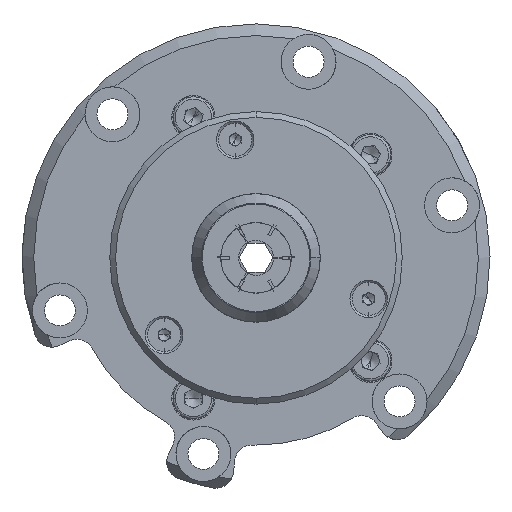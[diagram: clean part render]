
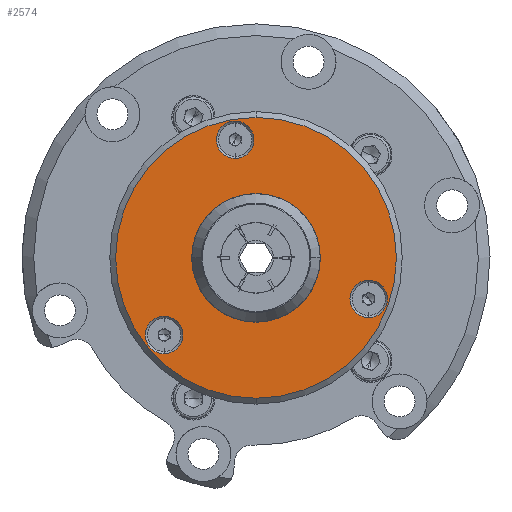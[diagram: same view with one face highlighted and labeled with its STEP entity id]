
A CAD part, left-side view. The second image highlights one B-rep face of the part: STEP entity #2574.
In plain terms, the highlighted planar face has unit normal (-1, 0, 0).
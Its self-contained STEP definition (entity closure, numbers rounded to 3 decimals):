
#134 = AXIS2_PLACEMENT_3D ( 'NONE', #1842, #9460, #576 ) ;
#448 = PLANE ( 'NONE',  #3561 ) ;
#491 = VERTEX_POINT ( 'NONE', #8887 ) ;
#576 = DIRECTION ( 'NONE',  ( 0., 0., 1. ) ) ;
#599 = EDGE_CURVE ( 'NONE', #15648, #2767, #6178, .T. ) ;
#605 = DIRECTION ( 'NONE',  ( -1., 0., 0. ) ) ;
#645 = ORIENTED_EDGE ( 'NONE', *, *, #14280, .F. ) ;
#820 = CIRCLE ( 'NONE', #10679, 3.2 ) ;
#1135 = ORIENTED_EDGE ( 'NONE', *, *, #3281, .F. ) ;
#1246 = CIRCLE ( 'NONE', #7168, 9.8 ) ;
#1280 = VERTEX_POINT ( 'NONE', #7353 ) ;
#1597 = CARTESIAN_POINT ( 'NONE',  ( -12.2, 3.56, 20.189 ) ) ;
#1658 = DIRECTION ( 'NONE',  ( 0., 0., 1. ) ) ;
#1777 = CARTESIAN_POINT ( 'NONE',  ( -12.2, 15.704, -13.177 ) ) ;
#1842 = CARTESIAN_POINT ( 'NONE',  ( -12.2, 0., 0. ) ) ;
#2342 = DIRECTION ( 'NONE',  ( 0., 0., 1. ) ) ;
#2574 = ADVANCED_FACE ( 'NONE', ( #13270, #5893, #4266, #13178, #9712 ), #448, .T. ) ;
#2611 = CARTESIAN_POINT ( 'NONE',  ( -12.2, 15.704, -9.977 ) ) ;
#2624 = VERTEX_POINT ( 'NONE', #16048 ) ;
#2637 = EDGE_CURVE ( 'NONE', #491, #1280, #10597, .T. ) ;
#2767 = VERTEX_POINT ( 'NONE', #7294 ) ;
#3177 = DIRECTION ( 'NONE',  ( 0., 0., 1. ) ) ;
#3281 = EDGE_CURVE ( 'NONE', #5870, #13386, #12287, .T. ) ;
#3384 = EDGE_LOOP ( 'NONE', ( #645, #11852 ) ) ;
#3463 = VERTEX_POINT ( 'NONE', #4453 ) ;
#3471 = CARTESIAN_POINT ( 'NONE',  ( -12.2, -19.264, -10.211 ) ) ;
#3532 = CARTESIAN_POINT ( 'NONE',  ( -12.2, 0., 0. ) ) ;
#3561 = AXIS2_PLACEMENT_3D ( 'NONE', #14364, #10554, #1658 ) ;
#3855 = ORIENTED_EDGE ( 'NONE', *, *, #10893, .F. ) ;
#3879 = DIRECTION ( 'NONE',  ( 0., 0., -1. ) ) ;
#3996 = CARTESIAN_POINT ( 'NONE',  ( -12.2, 0., 0. ) ) ;
#4015 = AXIS2_PLACEMENT_3D ( 'NONE', #10823, #5701, #6984 ) ;
#4100 = EDGE_LOOP ( 'NONE', ( #1135, #8762 ) ) ;
#4250 = CIRCLE ( 'NONE', #7297, 3.2 ) ;
#4266 = FACE_BOUND ( 'NONE', #3384, .T. ) ;
#4340 = AXIS2_PLACEMENT_3D ( 'NONE', #1597, #15624, #6305 ) ;
#4453 = CARTESIAN_POINT ( 'NONE',  ( -12.2, 0., 9.8 ) ) ;
#4463 = CARTESIAN_POINT ( 'NONE',  ( -12.2, 15.704, -13.177 ) ) ;
#5029 = CIRCLE ( 'NONE', #7688, 3.2 ) ;
#5456 = CIRCLE ( 'NONE', #4015, 9.8 ) ;
#5701 = DIRECTION ( 'NONE',  ( 1., 0., 0. ) ) ;
#5870 = VERTEX_POINT ( 'NONE', #2611 ) ;
#5893 = FACE_BOUND ( 'NONE', #10640, .T. ) ;
#6178 = CIRCLE ( 'NONE', #134, 24. ) ;
#6291 = DIRECTION ( 'NONE',  ( -1., 0., 0. ) ) ;
#6305 = DIRECTION ( 'NONE',  ( 0., 0., 1. ) ) ;
#6553 = VERTEX_POINT ( 'NONE', #15611 ) ;
#6565 = EDGE_CURVE ( 'NONE', #3463, #6553, #5456, .T. ) ;
#6948 = EDGE_CURVE ( 'NONE', #6553, #3463, #1246, .T. ) ;
#6984 = DIRECTION ( 'NONE',  ( 0., 0., -1. ) ) ;
#7168 = AXIS2_PLACEMENT_3D ( 'NONE', #3996, #9336, #3879 ) ;
#7294 = CARTESIAN_POINT ( 'NONE',  ( -12.2, 0., 24. ) ) ;
#7297 = AXIS2_PLACEMENT_3D ( 'NONE', #8198, #605, #9483 ) ;
#7353 = CARTESIAN_POINT ( 'NONE',  ( -12.2, 3.56, 16.989 ) ) ;
#7396 = VERTEX_POINT ( 'NONE', #3471 ) ;
#7688 = AXIS2_PLACEMENT_3D ( 'NONE', #15047, #13790, #2342 ) ;
#7787 = EDGE_CURVE ( 'NONE', #7396, #2624, #5029, .T. ) ;
#7817 = AXIS2_PLACEMENT_3D ( 'NONE', #3532, #16234, #10441 ) ;
#8110 = DIRECTION ( 'NONE',  ( -1., 0., 0. ) ) ;
#8119 = CIRCLE ( 'NONE', #4340, 3.2 ) ;
#8198 = CARTESIAN_POINT ( 'NONE',  ( -12.2, -19.264, -7.011 ) ) ;
#8762 = ORIENTED_EDGE ( 'NONE', *, *, #15199, .F. ) ;
#8887 = CARTESIAN_POINT ( 'NONE',  ( -12.2, 3.56, 23.389 ) ) ;
#9028 = EDGE_LOOP ( 'NONE', ( #14940, #13804 ) ) ;
#9336 = DIRECTION ( 'NONE',  ( 1., 0., 0. ) ) ;
#9340 = CIRCLE ( 'NONE', #7817, 24. ) ;
#9460 = DIRECTION ( 'NONE',  ( -1., 0., 0. ) ) ;
#9483 = DIRECTION ( 'NONE',  ( 0., 0., 1. ) ) ;
#9542 = DIRECTION ( 'NONE',  ( 0., 0., 1. ) ) ;
#9608 = EDGE_CURVE ( 'NONE', #2767, #15648, #9340, .T. ) ;
#9712 = FACE_BOUND ( 'NONE', #9028, .T. ) ;
#9804 = ORIENTED_EDGE ( 'NONE', *, *, #599, .T. ) ;
#9996 = EDGE_LOOP ( 'NONE', ( #9804, #15935 ) ) ;
#10441 = DIRECTION ( 'NONE',  ( 0., 0., 1. ) ) ;
#10554 = DIRECTION ( 'NONE',  ( -1., 0., 0. ) ) ;
#10597 = CIRCLE ( 'NONE', #10720, 3.2 ) ;
#10640 = EDGE_LOOP ( 'NONE', ( #11312, #3855 ) ) ;
#10679 = AXIS2_PLACEMENT_3D ( 'NONE', #1777, #8110, #9542 ) ;
#10720 = AXIS2_PLACEMENT_3D ( 'NONE', #15155, #6291, #13893 ) ;
#10823 = CARTESIAN_POINT ( 'NONE',  ( -12.2, 0., 0. ) ) ;
#10893 = EDGE_CURVE ( 'NONE', #1280, #491, #8119, .T. ) ;
#11160 = CARTESIAN_POINT ( 'NONE',  ( -12.2, 15.704, -16.377 ) ) ;
#11312 = ORIENTED_EDGE ( 'NONE', *, *, #2637, .F. ) ;
#11852 = ORIENTED_EDGE ( 'NONE', *, *, #7787, .F. ) ;
#12069 = DIRECTION ( 'NONE',  ( -1., 0., 0. ) ) ;
#12287 = CIRCLE ( 'NONE', #13617, 3.2 ) ;
#13178 = FACE_BOUND ( 'NONE', #4100, .T. ) ;
#13270 = FACE_OUTER_BOUND ( 'NONE', #9996, .T. ) ;
#13386 = VERTEX_POINT ( 'NONE', #11160 ) ;
#13617 = AXIS2_PLACEMENT_3D ( 'NONE', #4463, #12069, #3177 ) ;
#13790 = DIRECTION ( 'NONE',  ( -1., 0., 0. ) ) ;
#13804 = ORIENTED_EDGE ( 'NONE', *, *, #6565, .T. ) ;
#13893 = DIRECTION ( 'NONE',  ( 0., 0., 1. ) ) ;
#14280 = EDGE_CURVE ( 'NONE', #2624, #7396, #4250, .T. ) ;
#14364 = CARTESIAN_POINT ( 'NONE',  ( -12.2, 25., 0. ) ) ;
#14940 = ORIENTED_EDGE ( 'NONE', *, *, #6948, .T. ) ;
#15047 = CARTESIAN_POINT ( 'NONE',  ( -12.2, -19.264, -7.011 ) ) ;
#15155 = CARTESIAN_POINT ( 'NONE',  ( -12.2, 3.56, 20.189 ) ) ;
#15199 = EDGE_CURVE ( 'NONE', #13386, #5870, #820, .T. ) ;
#15611 = CARTESIAN_POINT ( 'NONE',  ( -12.2, 0., -9.8 ) ) ;
#15624 = DIRECTION ( 'NONE',  ( -1., 0., 0. ) ) ;
#15648 = VERTEX_POINT ( 'NONE', #16229 ) ;
#15935 = ORIENTED_EDGE ( 'NONE', *, *, #9608, .T. ) ;
#16048 = CARTESIAN_POINT ( 'NONE',  ( -12.2, -19.264, -3.811 ) ) ;
#16229 = CARTESIAN_POINT ( 'NONE',  ( -12.2, 0., -24. ) ) ;
#16234 = DIRECTION ( 'NONE',  ( -1., 0., 0. ) ) ;
